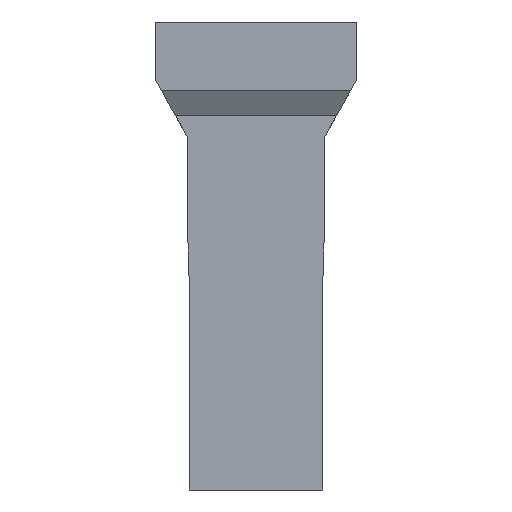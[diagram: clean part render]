
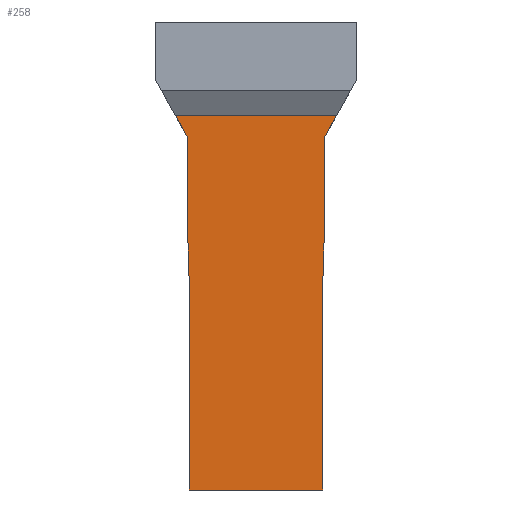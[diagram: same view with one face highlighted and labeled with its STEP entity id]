
A CAD part, front view. The second image highlights one B-rep face of the part: STEP entity #258.
In plain terms, the highlighted planar face has unit normal (0, -1, 0).
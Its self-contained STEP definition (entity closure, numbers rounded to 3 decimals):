
#231 = EDGE_CURVE ( 'NONE', #232, #476, #1270, .T. ) ;
#232 = VERTEX_POINT ( 'NONE', #1266 ) ;
#250 = VERTEX_POINT ( 'NONE', #1599 ) ;
#252 = EDGE_CURVE ( 'NONE', #253, #250, #1598, .T. ) ;
#253 = VERTEX_POINT ( 'NONE', #1594 ) ;
#258 = ADVANCED_FACE ( 'NONE', ( #1589 ), #1588, .F. ) ;
#259 = EDGE_LOOP ( 'NONE', ( #260, #337, #330, #503, #485, #505, #493, #308, #329, #313 ) ) ;
#260 = ORIENTED_EDGE ( 'NONE', *, *, #252, .T. ) ;
#308 = ORIENTED_EDGE ( 'NONE', *, *, #309, .F. ) ;
#309 = EDGE_CURVE ( 'NONE', #310, #511, #1535, .T. ) ;
#310 = VERTEX_POINT ( 'NONE', #1531 ) ;
#311 = EDGE_CURVE ( 'NONE', #312, #310, #1530, .T. ) ;
#312 = VERTEX_POINT ( 'NONE', #1526 ) ;
#313 = ORIENTED_EDGE ( 'NONE', *, *, #314, .F. ) ;
#314 = EDGE_CURVE ( 'NONE', #253, #312, #1525, .T. ) ;
#329 = ORIENTED_EDGE ( 'NONE', *, *, #311, .F. ) ;
#330 = ORIENTED_EDGE ( 'NONE', *, *, #331, .F. ) ;
#331 = EDGE_CURVE ( 'NONE', #476, #338, #1370, .T. ) ;
#337 = ORIENTED_EDGE ( 'NONE', *, *, #477, .F. ) ;
#338 = VERTEX_POINT ( 'NONE', #1384 ) ;
#476 = VERTEX_POINT ( 'NONE', #1637 ) ;
#477 = EDGE_CURVE ( 'NONE', #338, #250, #1636, .T. ) ;
#485 = ORIENTED_EDGE ( 'NONE', *, *, #486, .T. ) ;
#486 = EDGE_CURVE ( 'NONE', #232, #504, #1623, .T. ) ;
#492 = VERTEX_POINT ( 'NONE', #1614 ) ;
#493 = ORIENTED_EDGE ( 'NONE', *, *, #510, .F. ) ;
#503 = ORIENTED_EDGE ( 'NONE', *, *, #231, .F. ) ;
#504 = VERTEX_POINT ( 'NONE', #1849 ) ;
#505 = ORIENTED_EDGE ( 'NONE', *, *, #506, .F. ) ;
#506 = EDGE_CURVE ( 'NONE', #492, #504, #1848, .T. ) ;
#510 = EDGE_CURVE ( 'NONE', #511, #492, #1839, .T. ) ;
#511 = VERTEX_POINT ( 'NONE', #1835 ) ;
#1266 = CARTESIAN_POINT ( 'NONE',  ( 0.925, 0., -3.6 ) ) ;
#1267 = DIRECTION ( 'NONE',  ( -1., 0., 0. ) ) ;
#1268 = VECTOR ( 'NONE', #1267, 1000. ) ;
#1269 = CARTESIAN_POINT ( 'NONE',  ( 0.925, 0., -3.6 ) ) ;
#1270 = LINE ( 'NONE', #1269, #1268 ) ;
#1367 = DIRECTION ( 'NONE',  ( 0., 0., 1. ) ) ;
#1368 = VECTOR ( 'NONE', #1367, 1000. ) ;
#1369 = CARTESIAN_POINT ( 'NONE',  ( -0.925, 0., -2.1 ) ) ;
#1370 = LINE ( 'NONE', #1369, #1368 ) ;
#1384 = CARTESIAN_POINT ( 'NONE',  ( -0.925, 0., -0.8 ) ) ;
#1522 = DIRECTION ( 'NONE',  ( -0.49, 0., 0.872 ) ) ;
#1523 = VECTOR ( 'NONE', #1522, 1000. ) ;
#1524 = CARTESIAN_POINT ( 'NONE',  ( -0.95, 0., 1.3 ) ) ;
#1525 = LINE ( 'NONE', #1524, #1523 ) ;
#1526 = CARTESIAN_POINT ( 'NONE',  ( -1.119, 0., 1.6 ) ) ;
#1527 = DIRECTION ( 'NONE',  ( 1., 0., 0. ) ) ;
#1528 = VECTOR ( 'NONE', #1527, 1000. ) ;
#1529 = CARTESIAN_POINT ( 'NONE',  ( 1.119, 0., 1.6 ) ) ;
#1530 = LINE ( 'NONE', #1529, #1528 ) ;
#1531 = CARTESIAN_POINT ( 'NONE',  ( 1.119, 0., 1.6 ) ) ;
#1532 = DIRECTION ( 'NONE',  ( -0.49, 0., -0.872 ) ) ;
#1533 = VECTOR ( 'NONE', #1532, 1000. ) ;
#1534 = CARTESIAN_POINT ( 'NONE',  ( 0.95, 0., 1.3 ) ) ;
#1535 = LINE ( 'NONE', #1534, #1533 ) ;
#1584 = DIRECTION ( 'NONE',  ( -1., 0., 0. ) ) ;
#1585 = DIRECTION ( 'NONE',  ( 0., 1., 0. ) ) ;
#1586 = CARTESIAN_POINT ( 'NONE',  ( -0.95, 0., 1.3 ) ) ;
#1587 = AXIS2_PLACEMENT_3D ( 'NONE', #1586, #1585, #1584 ) ;
#1588 = PLANE ( 'NONE',  #1587 ) ;
#1589 = FACE_OUTER_BOUND ( 'NONE', #259, .T. ) ;
#1594 = CARTESIAN_POINT ( 'NONE',  ( -0.95, 0., 1.3 ) ) ;
#1595 = DIRECTION ( 'NONE',  ( 0., 0., -1. ) ) ;
#1596 = VECTOR ( 'NONE', #1595, 1000. ) ;
#1597 = CARTESIAN_POINT ( 'NONE',  ( -0.95, 0., 1.3 ) ) ;
#1598 = LINE ( 'NONE', #1597, #1596 ) ;
#1599 = CARTESIAN_POINT ( 'NONE',  ( -0.95, 0., 0. ) ) ;
#1614 = CARTESIAN_POINT ( 'NONE',  ( 0.95, 0., 0. ) ) ;
#1620 = DIRECTION ( 'NONE',  ( 0., 0., 1. ) ) ;
#1621 = VECTOR ( 'NONE', #1620, 1000. ) ;
#1622 = CARTESIAN_POINT ( 'NONE',  ( 0.925, 0., -2.1 ) ) ;
#1623 = LINE ( 'NONE', #1622, #1621 ) ;
#1633 = DIRECTION ( 'NONE',  ( -0.031, 0., 1. ) ) ;
#1634 = VECTOR ( 'NONE', #1633, 1000. ) ;
#1635 = CARTESIAN_POINT ( 'NONE',  ( -0.95, 0., 0. ) ) ;
#1636 = LINE ( 'NONE', #1635, #1634 ) ;
#1637 = CARTESIAN_POINT ( 'NONE',  ( -0.925, 0., -3.6 ) ) ;
#1835 = CARTESIAN_POINT ( 'NONE',  ( 0.95, 0., 1.3 ) ) ;
#1836 = DIRECTION ( 'NONE',  ( 0., 0., -1. ) ) ;
#1837 = VECTOR ( 'NONE', #1836, 1000. ) ;
#1838 = CARTESIAN_POINT ( 'NONE',  ( 0.95, 0., 1.3 ) ) ;
#1839 = LINE ( 'NONE', #1838, #1837 ) ;
#1845 = DIRECTION ( 'NONE',  ( -0.031, 0., -1. ) ) ;
#1846 = VECTOR ( 'NONE', #1845, 1000. ) ;
#1847 = CARTESIAN_POINT ( 'NONE',  ( 0.95, 0., 0. ) ) ;
#1848 = LINE ( 'NONE', #1847, #1846 ) ;
#1849 = CARTESIAN_POINT ( 'NONE',  ( 0.925, 0., -0.8 ) ) ;
